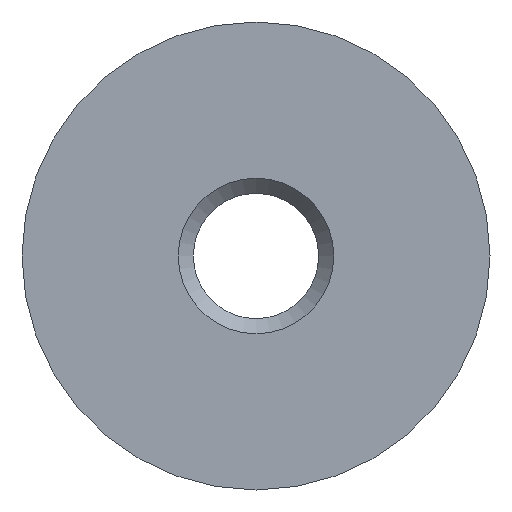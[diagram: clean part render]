
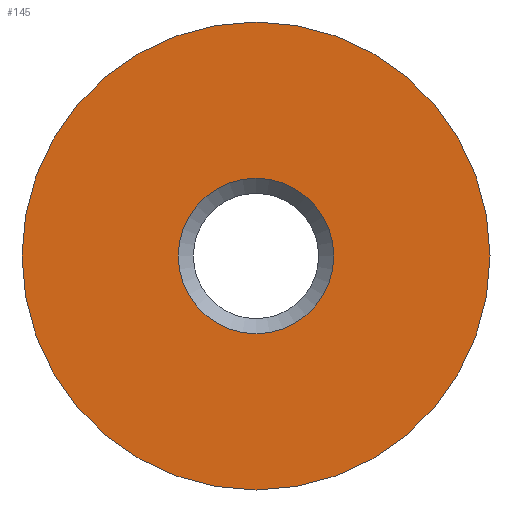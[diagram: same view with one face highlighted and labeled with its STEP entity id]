
A CAD part, front view. The second image highlights one B-rep face of the part: STEP entity #145.
In plain terms, the highlighted planar face has unit normal (0, -1, 0).
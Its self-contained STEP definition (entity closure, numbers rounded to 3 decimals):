
#16=FACE_BOUND('',#41,.T.);
#18=PLANE('',#176);
#29=FACE_OUTER_BOUND('',#40,.T.);
#40=EDGE_LOOP('',(#121));
#41=EDGE_LOOP('',(#122));
#67=CIRCLE('',#175,5.15);
#68=CIRCLE('',#177,15.5);
#77=VERTEX_POINT('',#256);
#78=VERTEX_POINT('',#260);
#91=EDGE_CURVE('',#77,#77,#67,.T.);
#93=EDGE_CURVE('',#78,#78,#68,.T.);
#121=ORIENTED_EDGE('',*,*,#93,.F.);
#122=ORIENTED_EDGE('',*,*,#91,.F.);
#145=ADVANCED_FACE('',(#29,#16),#18,.F.);
#175=AXIS2_PLACEMENT_3D('',#257,#213,#214);
#176=AXIS2_PLACEMENT_3D('',#259,#216,#217);
#177=AXIS2_PLACEMENT_3D('',#261,#218,#219);
#213=DIRECTION('center_axis',(0.,-1.,0.));
#214=DIRECTION('ref_axis',(1.,0.,0.));
#216=DIRECTION('center_axis',(0.,1.,0.));
#217=DIRECTION('ref_axis',(1.,0.,0.));
#218=DIRECTION('center_axis',(0.,1.,0.));
#219=DIRECTION('ref_axis',(1.,0.,0.));
#256=CARTESIAN_POINT('',(-5.15,3.,17.5));
#257=CARTESIAN_POINT('Origin',(0.,3.,17.5));
#259=CARTESIAN_POINT('Origin',(0.,3.,17.5));
#260=CARTESIAN_POINT('',(-15.5,3.,17.5));
#261=CARTESIAN_POINT('Origin',(0.,3.,17.5));
